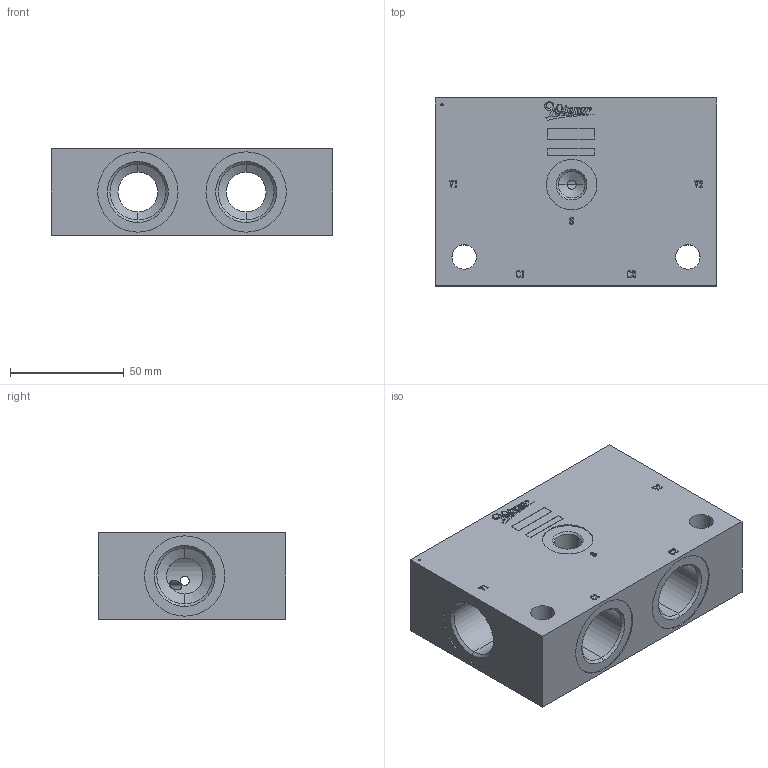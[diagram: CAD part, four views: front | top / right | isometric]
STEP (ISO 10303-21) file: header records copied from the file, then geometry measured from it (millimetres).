
FILE_DESCRIPTION (( 'STEP AP203' ), '1' );
FILE_NAME ('ML-120-CDK-2A3-2A3-G06-Z01.STEP', '2026-02-25T08:45:18', ( '' ), ( '' ), 'SwSTEP 2.0', 'SolidWorks 2018', '' );
FILE_SCHEMA (( 'CONFIG_CONTROL_DESIGN' ));
Length unit declared in the file: millimetre
Products named in the file (2): ML-120-CDK-2A3-2A3-G06-Z01; 6EF120CDKG06A001
Assembly tree (1 placements, depth 2):
  ML-120-CDK-2A3-2A3-G06-Z01
    6EF120CDKG06A001
Bounding box: 123.8 x 82.6 x 38.1 mm (x, y, z)
Volume: 275709.7 mm3; surface area: 54222.2 mm2
Topology: 1 solids, 1 shells, 532 faces, 1442 edges, 937 vertices
Faces by surface type: cylinder 209, plane 145, bspline 130, cone 40, torus 8
Entity records: 21290 total; most frequent: CARTESIAN_POINT 8207, ORIENTED_EDGE 2880, DIRECTION 2408, EDGE_CURVE 1440, VERTEX_POINT 937, AXIS2_PLACEMENT_3D 840, LINE 728, VECTOR 728
